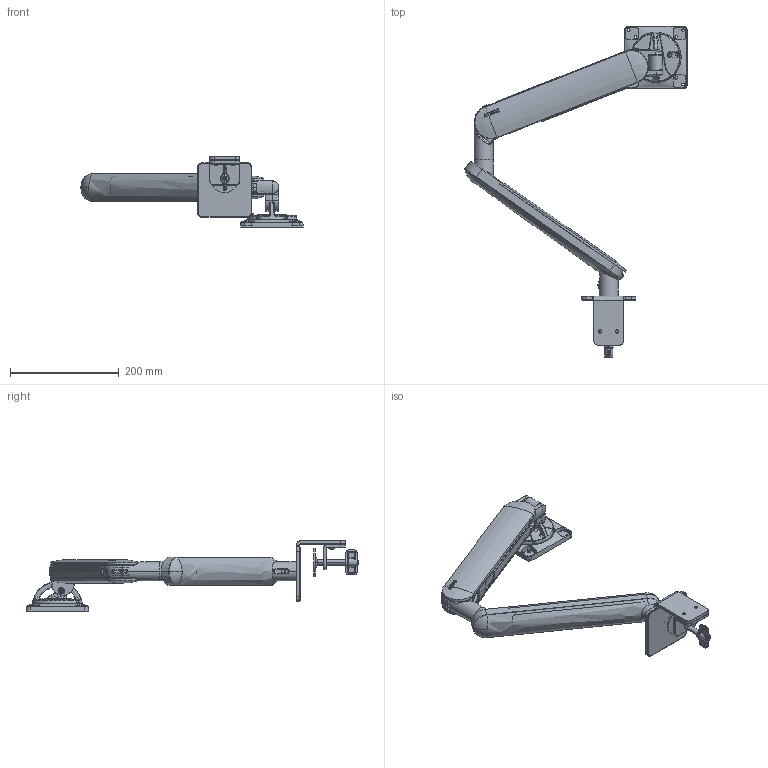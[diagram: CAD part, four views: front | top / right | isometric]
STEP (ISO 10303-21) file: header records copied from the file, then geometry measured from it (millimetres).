
FILE_DESCRIPTION (( 'STEP AP203' ), '1' );
FILE_NAME ('Ora Monitor Arm w F Clamp Customer CAD 20221110.STEP', '2022-11-25T04:53:11', ( '' ), ( '' ), 'SwSTEP 2.0', 'SolidWorks 2022', '' );
FILE_SCHEMA (( 'CONFIG_CONTROL_DESIGN' ));
Length unit declared in the file: millimetre
Products named in the file (18): Ora_SDLP007_01_customer_CAD; Ora_SDLA016_customer_CAD; Ora_SDLA016_02_customer_CAD; Ora_SDLP004_02_customer_CAD; Ora_SDLA002_01_customer_CAD; Ora_SDLP033_01_customer_CAD; Ora_SDLA003_01_customer_CAD; TQRP012_CC; Ora Monitor Arm w F Clamp Customer CAD 20221110; Ora_SDLP032_01_customer_CAD; Ora_SDLP022_01_customer_CAD; Ora_SDLA004_01_customer_CAD; Ora_TQRP014_01_customer_CAD; Ora_SDLA016_01_customer_CAD; TQRP024_CC; Ora_SDLP020_02_customer_CAD; TQRP025_CC; TQRA005_CC
Assembly tree (16 placements, depth 3):
  Ora Monitor Arm w F Clamp Customer CAD 20221110
    Ora_SDLA016_customer_CAD
      Ora_SDLA016_01_customer_CAD
      Ora_SDLA016_02_customer_CAD
    Ora_SDLA004_01_customer_CAD
    Ora_SDLA003_01_customer_CAD
      Ora_SDLA002_01_customer_CAD
      Ora_SDLP007_01_customer_CAD
      Ora_SDLP020_02_customer_CAD
      Ora_SDLP032_01_customer_CAD
      Ora_SDLP033_01_customer_CAD
      Ora_TQRP014_01_customer_CAD
      Ora_SDLP004_02_customer_CAD
    TQRA005_CC
      TQRP025_CC
      TQRP024_CC
      TQRP012_CC
  Ora_SDLP022_01_customer_CAD
Bounding box: 408.58 x 610.26 x 129.03 mm (x, y, z)
Volume: 1402367.8 mm3; surface area: 447156.1 mm2
Topology: 25 solids, 35 shells, 1525 faces, 3753 edges, 2293 vertices
Faces by surface type: bspline 497, plane 387, cylinder 314, cone 150, torus 124, sphere 53
Entity records: 123518 total; most frequent: CARTESIAN_POINT 90183, ORIENTED_EDGE 7434, DIRECTION 5294, EDGE_CURVE 3717, VERTEX_POINT 2290, AXIS2_PLACEMENT_3D 2121, EDGE_LOOP 1597, FACE_OUTER_BOUND 1525
